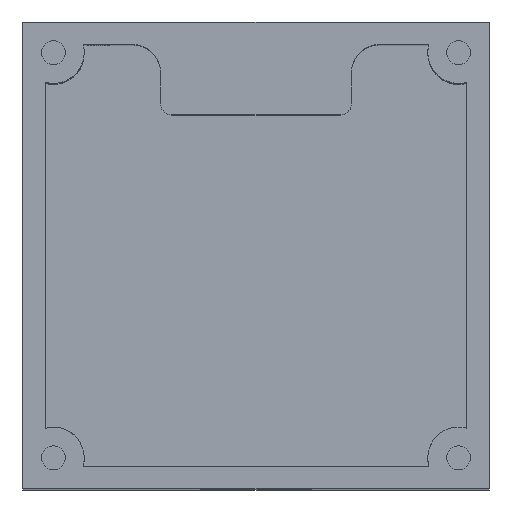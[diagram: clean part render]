
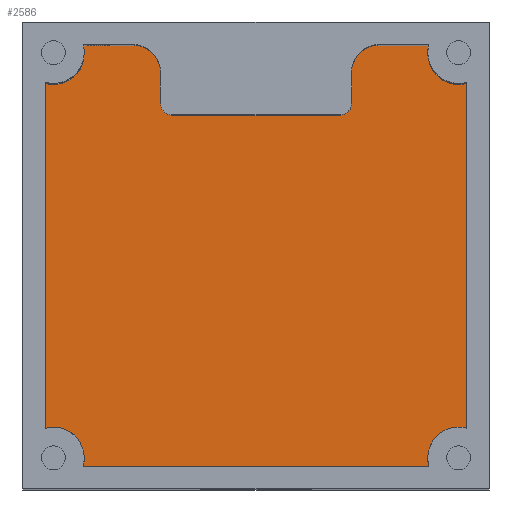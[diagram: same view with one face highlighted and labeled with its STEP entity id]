
A CAD part, top view. The second image highlights one B-rep face of the part: STEP entity #2586.
In plain terms, the highlighted planar face has unit normal (0, 0, 1).
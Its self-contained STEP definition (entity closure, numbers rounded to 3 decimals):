
#78 = ORIENTED_EDGE ( 'NONE', *, *, #1793, .F. ) ;
#186 = CARTESIAN_POINT ( 'NONE',  ( -23.5, -41.5, 4. ) ) ;
#250 = DIRECTION ( 'NONE',  ( 0., -1., 0. ) ) ;
#251 = EDGE_CURVE ( 'NONE', #3526, #4491, #1420, .T. ) ;
#423 = FACE_OUTER_BOUND ( 'NONE', #2223, .T. ) ;
#429 = DIRECTION ( 'NONE',  ( 0., -1., 0. ) ) ;
#448 = PLANE ( 'NONE',  #3513 ) ;
#650 = VECTOR ( 'NONE', #1888, 1000. ) ;
#706 = ORIENTED_EDGE ( 'NONE', *, *, #251, .T. ) ;
#805 = LINE ( 'NONE', #4222, #4023 ) ;
#866 = LINE ( 'NONE', #1722, #4552 ) ;
#910 = CARTESIAN_POINT ( 'NONE',  ( 0., 0., 4. ) ) ;
#1004 = DIRECTION ( 'NONE',  ( 0., -1., 0. ) ) ;
#1049 = CARTESIAN_POINT ( 'NONE',  ( 39.5, 37.5, 4. ) ) ;
#1147 = EDGE_CURVE ( 'NONE', #4491, #4220, #1602, .T. ) ;
#1301 = EDGE_CURVE ( 'NONE', #2832, #3880, #2875, .T. ) ;
#1319 = DIRECTION ( 'NONE',  ( 1., 0., 0. ) ) ;
#1420 = LINE ( 'NONE', #1728, #3344 ) ;
#1590 = VECTOR ( 'NONE', #5207, 1000. ) ;
#1602 = LINE ( 'NONE', #3250, #1590 ) ;
#1722 = CARTESIAN_POINT ( 'NONE',  ( 39.5, 0., 4. ) ) ;
#1728 = CARTESIAN_POINT ( 'NONE',  ( -39.5, 0., 4. ) ) ;
#1793 = EDGE_CURVE ( 'NONE', #2832, #2069, #3466, .T. ) ;
#1849 = CARTESIAN_POINT ( 'NONE',  ( -39.5, 37.5, 4. ) ) ;
#1888 = DIRECTION ( 'NONE',  ( 1., 0., 0. ) ) ;
#2029 = ORIENTED_EDGE ( 'NONE', *, *, #3102, .T. ) ;
#2069 = VERTEX_POINT ( 'NONE', #5075 ) ;
#2073 = CARTESIAN_POINT ( 'NONE',  ( 0., -37.5, 4. ) ) ;
#2165 = CARTESIAN_POINT ( 'NONE',  ( -7.5, -17.5, 4. ) ) ;
#2223 = EDGE_LOOP ( 'NONE', ( #4053, #3680, #4455, #706, #4705, #3717, #2029, #78 ) ) ;
#2471 = CARTESIAN_POINT ( 'NONE',  ( 0., 37.5, 4. ) ) ;
#2586 = ADVANCED_FACE ( 'NONE', ( #423 ), #448, .F. ) ;
#2735 = VERTEX_POINT ( 'NONE', #1049 ) ;
#2747 = VECTOR ( 'NONE', #1319, 1000. ) ;
#2770 = CARTESIAN_POINT ( 'NONE',  ( -23.5, -37.5, 4. ) ) ;
#2832 = VERTEX_POINT ( 'NONE', #4450 ) ;
#2875 = LINE ( 'NONE', #2073, #4912 ) ;
#2925 = DIRECTION ( 'NONE',  ( -1., 0., 0. ) ) ;
#3102 = EDGE_CURVE ( 'NONE', #3463, #2069, #4794, .T. ) ;
#3250 = CARTESIAN_POINT ( 'NONE',  ( 0., -37.5, 4. ) ) ;
#3344 = VECTOR ( 'NONE', #1004, 1000. ) ;
#3463 = VERTEX_POINT ( 'NONE', #3499 ) ;
#3466 = LINE ( 'NONE', #2165, #4617 ) ;
#3499 = CARTESIAN_POINT ( 'NONE',  ( -23.5, -41.5, 4. ) ) ;
#3513 = AXIS2_PLACEMENT_3D ( 'NONE', #910, #3765, #2925 ) ;
#3526 = VERTEX_POINT ( 'NONE', #1849 ) ;
#3680 = ORIENTED_EDGE ( 'NONE', *, *, #4827, .T. ) ;
#3717 = ORIENTED_EDGE ( 'NONE', *, *, #4820, .T. ) ;
#3765 = DIRECTION ( 'NONE',  ( 0., 0., -1. ) ) ;
#3781 = LINE ( 'NONE', #2471, #2747 ) ;
#3880 = VERTEX_POINT ( 'NONE', #4914 ) ;
#4023 = VECTOR ( 'NONE', #429, 1000. ) ;
#4053 = ORIENTED_EDGE ( 'NONE', *, *, #1301, .T. ) ;
#4115 = DIRECTION ( 'NONE',  ( 0., 1., 0. ) ) ;
#4220 = VERTEX_POINT ( 'NONE', #2770 ) ;
#4222 = CARTESIAN_POINT ( 'NONE',  ( -23.5, -17.5, 4. ) ) ;
#4312 = CARTESIAN_POINT ( 'NONE',  ( -39.5, -37.5, 4. ) ) ;
#4356 = EDGE_CURVE ( 'NONE', #3526, #2735, #3781, .T. ) ;
#4450 = CARTESIAN_POINT ( 'NONE',  ( -7.5, -37.5, 4. ) ) ;
#4455 = ORIENTED_EDGE ( 'NONE', *, *, #4356, .F. ) ;
#4491 = VERTEX_POINT ( 'NONE', #4312 ) ;
#4552 = VECTOR ( 'NONE', #4115, 1000. ) ;
#4604 = DIRECTION ( 'NONE',  ( 1., 0., 0. ) ) ;
#4617 = VECTOR ( 'NONE', #250, 1000. ) ;
#4705 = ORIENTED_EDGE ( 'NONE', *, *, #1147, .T. ) ;
#4794 = LINE ( 'NONE', #186, #650 ) ;
#4820 = EDGE_CURVE ( 'NONE', #4220, #3463, #805, .T. ) ;
#4827 = EDGE_CURVE ( 'NONE', #3880, #2735, #866, .T. ) ;
#4912 = VECTOR ( 'NONE', #4604, 1000. ) ;
#4914 = CARTESIAN_POINT ( 'NONE',  ( 39.5, -37.5, 4. ) ) ;
#5075 = CARTESIAN_POINT ( 'NONE',  ( -7.5, -41.5, 4. ) ) ;
#5207 = DIRECTION ( 'NONE',  ( 1., 0., 0. ) ) ;
